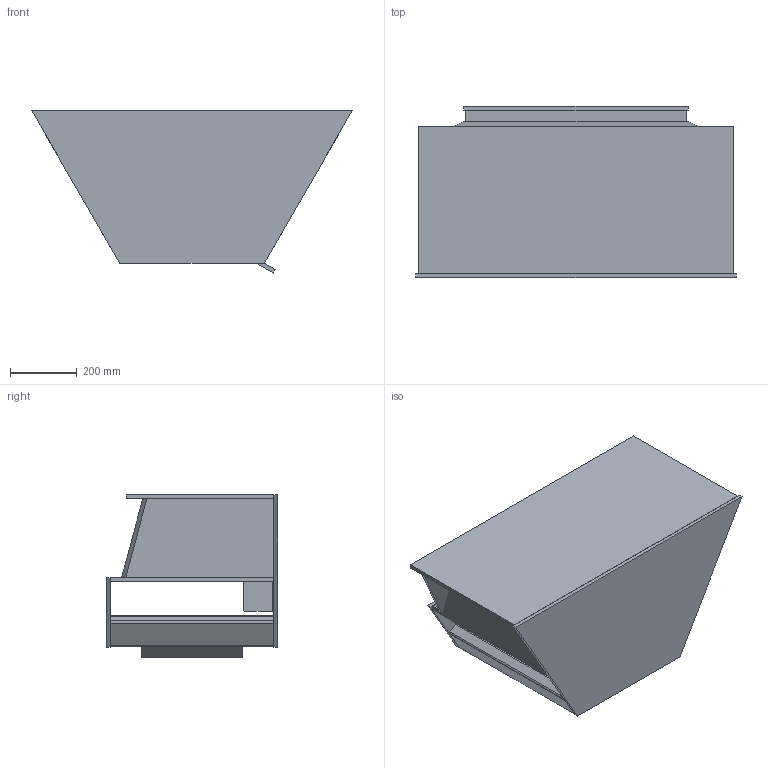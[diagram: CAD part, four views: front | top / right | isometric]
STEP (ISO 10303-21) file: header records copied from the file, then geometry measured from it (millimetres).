
FILE_DESCRIPTION (( 'STEP AP214' ), '1' );
FILE_NAME ('TE-25350.STEP', '2024-12-23T21:28:33', ( '' ), ( '' ), 'SwSTEP 2.0', 'SolidWorks 2022', '' );
FILE_SCHEMA (( 'AUTOMOTIVE_DESIGN' ));
Length unit declared in the file: inch
Products named in the file (12): TE-25361; TE-25350; TE-25351; TE-25354; TE-25356; TE-25352; TE-25358; TE-25360; TE-25355; TE-25359; TE-25353; TE-25357
Assembly tree (15 placements, depth 2):
  TE-25350
    TE-25351
    TE-25352
    TE-25353
    TE-25354
    TE-25355
    TE-25356  x2
    TE-25357
    TE-25358
    TE-25359  x3
    TE-25360  x2
    TE-25361
Bounding box: 960.41 x 514.35 x 486.56 mm (x, y, z)
Volume: 32065848.2 mm3; surface area: 4374989.2 mm2
Topology: 15 solids, 15 shells, 136 faces, 318 edges, 212 vertices
Faces by surface type: plane 90, cylinder 46
Entity records: 3717 total; most frequent: CARTESIAN_POINT 766, DIRECTION 515, ORIENTED_EDGE 462, EDGE_CURVE 231, AXIS2_PLACEMENT_3D 175, LINE 165, VECTOR 165, VERTEX_POINT 154
